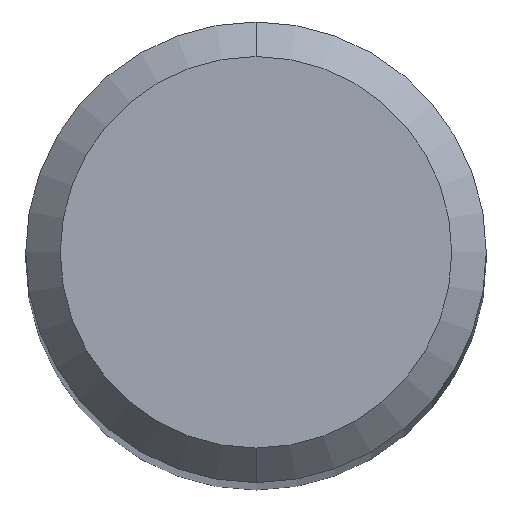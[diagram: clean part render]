
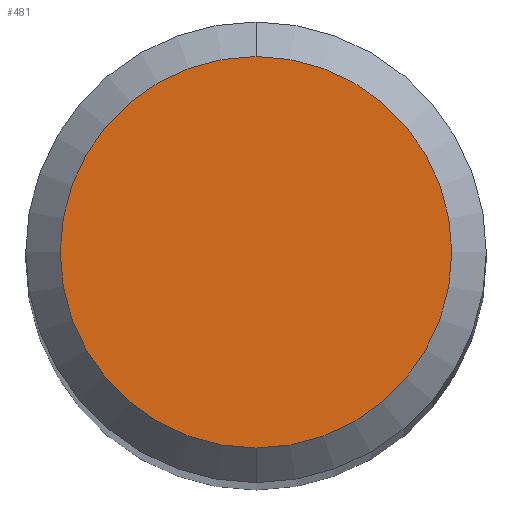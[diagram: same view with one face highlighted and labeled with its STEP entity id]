
A CAD part, top view. The second image highlights one B-rep face of the part: STEP entity #481.
In plain terms, the highlighted planar face has unit normal (0, 0, 1).
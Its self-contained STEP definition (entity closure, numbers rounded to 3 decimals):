
#411=EDGE_CURVE('',#743,#601,#1068,.T.);
#445=EDGE_CURVE('',#601,#743,#1107,.T.);
#481=ADVANCED_FACE('',(#1145),#1146,.T.);
#601=VERTEX_POINT('',#1271);
#743=VERTEX_POINT('',#1423);
#1068=CIRCLE('',#1859,1.7);
#1107=CIRCLE('',#1931,1.7);
#1145=FACE_OUTER_BOUND('',#2012,.T.);
#1146=PLANE('',#2013);
#1271=CARTESIAN_POINT('',(0.0,1.7,0.0));
#1423=CARTESIAN_POINT('',(0.,-1.7,0.0));
#1859=AXIS2_PLACEMENT_3D('',#3613,#3614,#3615);
#1931=AXIS2_PLACEMENT_3D('',#3687,#3688,#3689);
#2012=EDGE_LOOP('',(#3720,#3721));
#2013=AXIS2_PLACEMENT_3D('',#3722,#3723,#3724);
#3613=CARTESIAN_POINT('',(0.0,0.0,0.0));
#3614=DIRECTION('',(0.0,0.0,-1.0));
#3615=DIRECTION('',(0.0,1.0,0.0));
#3687=CARTESIAN_POINT('',(0.0,0.0,0.0));
#3688=DIRECTION('',(0.0,0.0,-1.0));
#3689=DIRECTION('',(0.0,1.0,0.0));
#3720=ORIENTED_EDGE('',*,*,#445,.F.);
#3721=ORIENTED_EDGE('',*,*,#411,.F.);
#3722=CARTESIAN_POINT('',(0.0,0.85,0.0));
#3723=DIRECTION('',(-0.0,0.0,1.0));
#3724=DIRECTION('',(0.0,-1.0,0.0));
